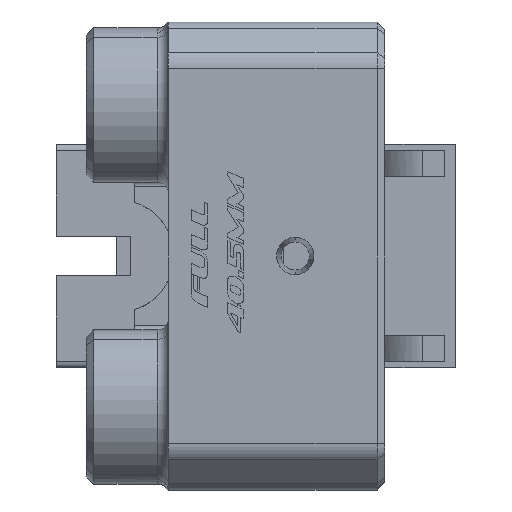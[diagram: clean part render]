
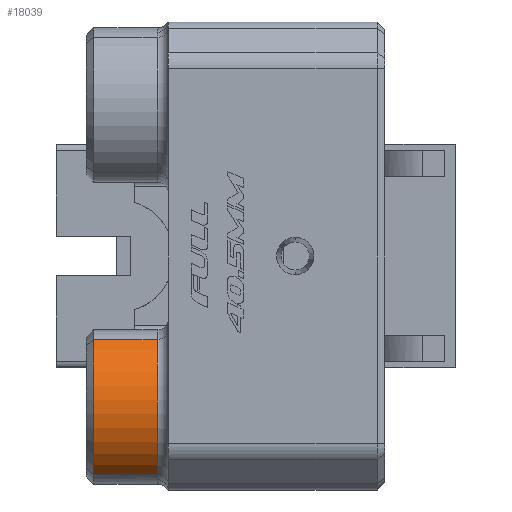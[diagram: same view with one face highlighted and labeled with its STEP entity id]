
A CAD part, left-side view. The second image highlights one B-rep face of the part: STEP entity #18039.
In plain terms, the highlighted cylindrical face has radius 11.109 mm (diameter 22.217 mm), a partial arc.
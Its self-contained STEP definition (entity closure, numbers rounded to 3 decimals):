
#1272 = EDGE_LOOP ( 'NONE', ( #11849, #17784, #34170, #24938 ) ) ;
#1675 = DIRECTION ( 'NONE',  ( 0., 0., 1. ) ) ;
#2759 = AXIS2_PLACEMENT_3D ( 'NONE', #22752, #14043, #37649 ) ;
#3718 = VECTOR ( 'NONE', #9703, 1000. ) ;
#5924 = CIRCLE ( 'NONE', #2759, 11.109 ) ;
#6603 = CARTESIAN_POINT ( 'NONE',  ( -11.073, 37., -29.307 ) ) ;
#7392 = VECTOR ( 'NONE', #30437, 1000. ) ;
#7420 = DIRECTION ( 'NONE',  ( 0., 1., 0. ) ) ;
#8239 = EDGE_CURVE ( 'NONE', #27270, #22004, #5924, .T. ) ;
#8467 = CYLINDRICAL_SURFACE ( 'NONE', #13916, 11.109 ) ;
#8662 = DIRECTION ( 'NONE',  ( 0., 0., -1. ) ) ;
#9126 = CARTESIAN_POINT ( 'NONE',  ( -11.073, 38., -29.307 ) ) ;
#9703 = DIRECTION ( 'NONE',  ( 0., -1., 0. ) ) ;
#10763 = VERTEX_POINT ( 'NONE', #27860 ) ;
#11444 = FACE_OUTER_BOUND ( 'NONE', #1272, .T. ) ;
#11849 = ORIENTED_EDGE ( 'NONE', *, *, #29305, .T. ) ;
#13823 = DIRECTION ( 'NONE',  ( 0., -1., 0. ) ) ;
#13916 = AXIS2_PLACEMENT_3D ( 'NONE', #38612, #13823, #8662 ) ;
#14043 = DIRECTION ( 'NONE',  ( 0., -1., 0. ) ) ;
#16322 = AXIS2_PLACEMENT_3D ( 'NONE', #16740, #7420, #1675 ) ;
#16740 = CARTESIAN_POINT ( 'NONE',  ( -4.641, 28.5, -20.25 ) ) ;
#17784 = ORIENTED_EDGE ( 'NONE', *, *, #8239, .T. ) ;
#18039 = ADVANCED_FACE ( 'NONE', ( #11444 ), #8467, .T. ) ;
#20079 = VERTEX_POINT ( 'NONE', #25732 ) ;
#20820 = EDGE_CURVE ( 'NONE', #10763, #20079, #34030, .T. ) ;
#22004 = VERTEX_POINT ( 'NONE', #6603 ) ;
#22752 = CARTESIAN_POINT ( 'NONE',  ( -4.641, 37., -20.25 ) ) ;
#22862 = EDGE_CURVE ( 'NONE', #22004, #10763, #33876, .T. ) ;
#23858 = CARTESIAN_POINT ( 'NONE',  ( -11.073, 37., -11.193 ) ) ;
#24938 = ORIENTED_EDGE ( 'NONE', *, *, #20820, .T. ) ;
#25732 = CARTESIAN_POINT ( 'NONE',  ( -11.073, 28.5, -11.193 ) ) ;
#27270 = VERTEX_POINT ( 'NONE', #23858 ) ;
#27860 = CARTESIAN_POINT ( 'NONE',  ( -11.073, 28.5, -29.307 ) ) ;
#28060 = CARTESIAN_POINT ( 'NONE',  ( -11.073, 38., -11.193 ) ) ;
#29305 = EDGE_CURVE ( 'NONE', #20079, #27270, #31032, .T. ) ;
#30437 = DIRECTION ( 'NONE',  ( 0., 1., 0. ) ) ;
#31032 = LINE ( 'NONE', #28060, #7392 ) ;
#33876 = LINE ( 'NONE', #9126, #3718 ) ;
#34030 = CIRCLE ( 'NONE', #16322, 11.109 ) ;
#34170 = ORIENTED_EDGE ( 'NONE', *, *, #22862, .T. ) ;
#37649 = DIRECTION ( 'NONE',  ( 0., 0., 1. ) ) ;
#38612 = CARTESIAN_POINT ( 'NONE',  ( -4.641, 38., -20.25 ) ) ;
